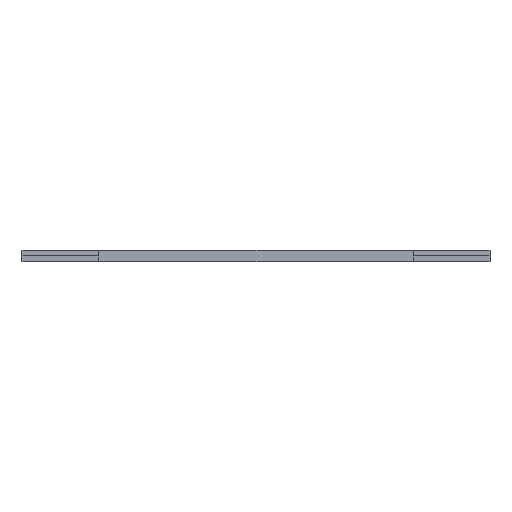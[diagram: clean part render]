
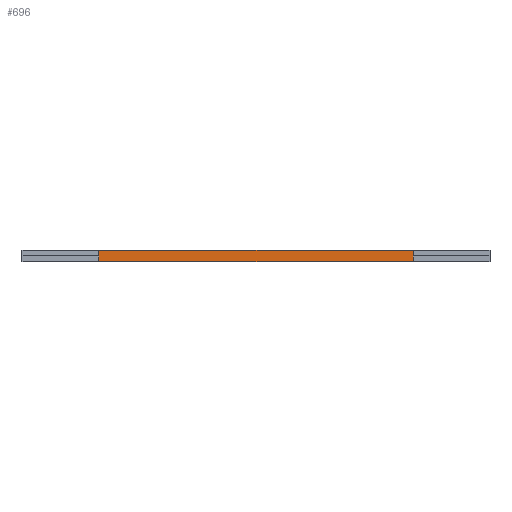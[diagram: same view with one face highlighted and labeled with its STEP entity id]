
A CAD part, front view. The second image highlights one B-rep face of the part: STEP entity #696.
In plain terms, the highlighted planar face has unit normal (0, -1, 0).
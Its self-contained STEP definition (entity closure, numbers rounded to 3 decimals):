
#96=FACE_OUTER_BOUND('',#154,.T.);
#154=EDGE_LOOP('',(#582,#583,#584,#585));
#182=LINE('',#1006,#250);
#196=LINE('',#1037,#264);
#207=LINE('',#1083,#275);
#220=LINE('',#1111,#288);
#250=VECTOR('',#808,1000.);
#264=VECTOR('',#828,1000.);
#275=VECTOR('',#871,1000.);
#288=VECTOR('',#892,1000.);
#316=VERTEX_POINT('',#1003);
#317=VERTEX_POINT('',#1005);
#331=VERTEX_POINT('',#1035);
#350=VERTEX_POINT('',#1081);
#382=EDGE_CURVE('',#316,#317,#182,.T.);
#398=EDGE_CURVE('',#331,#316,#196,.T.);
#421=EDGE_CURVE('',#331,#350,#207,.T.);
#436=EDGE_CURVE('',#350,#317,#220,.T.);
#582=ORIENTED_EDGE('',*,*,#421,.T.);
#583=ORIENTED_EDGE('',*,*,#436,.T.);
#584=ORIENTED_EDGE('',*,*,#382,.F.);
#585=ORIENTED_EDGE('',*,*,#398,.F.);
#674=PLANE('',#772);
#696=ADVANCED_FACE('',(#96),#674,.F.);
#772=AXIS2_PLACEMENT_3D('',#1145,#930,#931);
#808=DIRECTION('',(0.,0.,1.));
#828=DIRECTION('',(-1.,0.,0.));
#871=DIRECTION('',(0.,0.,1.));
#892=DIRECTION('',(-1.,0.,0.));
#930=DIRECTION('center_axis',(0.,1.,0.));
#931=DIRECTION('ref_axis',(0.,0.,1.));
#1003=CARTESIAN_POINT('',(-38.266,293.,0.));
#1005=CARTESIAN_POINT('',(-38.266,293.,3.));
#1006=CARTESIAN_POINT('',(-38.266,293.,-297.121));
#1035=CARTESIAN_POINT('',(45.734,293.,0.));
#1037=CARTESIAN_POINT('',(45.734,293.,0.));
#1081=CARTESIAN_POINT('',(45.734,293.,3.));
#1083=CARTESIAN_POINT('',(45.734,293.,-297.121));
#1111=CARTESIAN_POINT('',(45.734,293.,3.));
#1145=CARTESIAN_POINT('Origin',(45.734,293.,-297.121));
